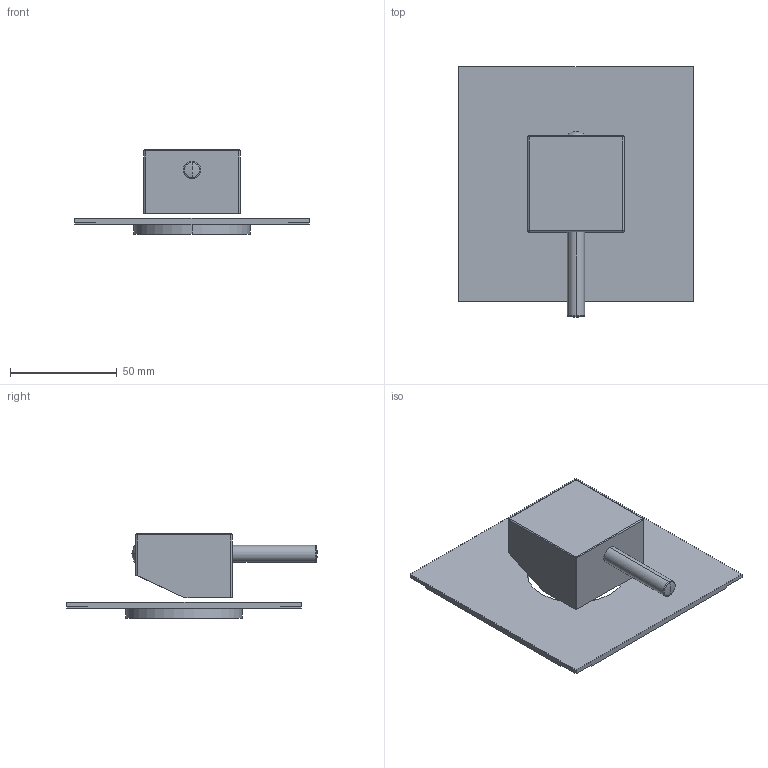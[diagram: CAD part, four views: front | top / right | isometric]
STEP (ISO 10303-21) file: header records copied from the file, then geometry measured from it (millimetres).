
FILE_DESCRIPTION((''),'2;1');
FILE_NAME('LEA010CR-MEST','2021-11-04T10:40:59',('ut3'),('PAFFONI SpA'),'CREO PARAMETRIC BY PTC INC, 2020044','CREO PARAMETRIC BY PTC INC, 2020044','');
FILE_SCHEMA(('CONFIG_CONTROL_DESIGN','SHAPE_APPEARANCE_LAYERS_GROUPS'));
Length unit declared in the file: millimetre
Products named in the file (1): LEA010CR-MEST
Bounding box: 110 x 117.5 x 39.5 mm (x, y, z)
Volume: 43390.8 mm3; surface area: 41607.4 mm2
Topology: 2 solids, 2 shells, 170 faces, 424 edges, 266 vertices
Faces by surface type: plane 102, cylinder 40, cone 14, sphere 8, torus 6
Entity records: 6624 total; most frequent: CARTESIAN_POINT 944, DIRECTION 850, ORIENTED_EDGE 840, EDGE_CURVE 420, VECTOR 294, LINE 294, AXIS2_PLACEMENT_3D 278, VERTEX_POINT 266
